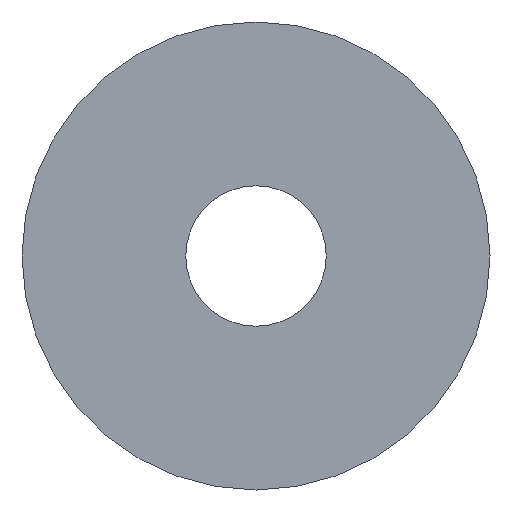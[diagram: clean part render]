
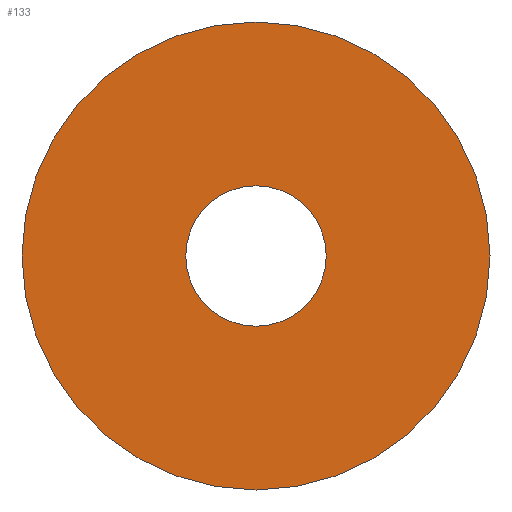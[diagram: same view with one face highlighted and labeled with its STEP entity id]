
A CAD part, front view. The second image highlights one B-rep face of the part: STEP entity #133.
In plain terms, the highlighted planar face has unit normal (0, -1, 0).
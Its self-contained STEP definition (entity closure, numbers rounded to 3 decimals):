
#67 = VERTEX_POINT ( 'NONE', #208 ) ;
#68 = VERTEX_POINT ( 'NONE', #207 ) ;
#69 = EDGE_CURVE ( 'NONE', #68, #67, #206, .T. ) ;
#71 = EDGE_CURVE ( 'NONE', #72, #85, #201, .T. ) ;
#72 = VERTEX_POINT ( 'NONE', #196 ) ;
#85 = VERTEX_POINT ( 'NONE', #220 ) ;
#133 = ADVANCED_FACE ( 'NONE', ( #369, #317 ), #316, .F. ) ;
#134 = EDGE_LOOP ( 'NONE', ( #135, #136 ) ) ;
#135 = ORIENTED_EDGE ( 'NONE', *, *, #71, .F. ) ;
#136 = ORIENTED_EDGE ( 'NONE', *, *, #137, .F. ) ;
#137 = EDGE_CURVE ( 'NONE', #85, #72, #364, .T. ) ;
#138 = EDGE_LOOP ( 'NONE', ( #143, #144 ) ) ;
#142 = EDGE_CURVE ( 'NONE', #67, #68, #360, .T. ) ;
#143 = ORIENTED_EDGE ( 'NONE', *, *, #142, .T. ) ;
#144 = ORIENTED_EDGE ( 'NONE', *, *, #69, .T. ) ;
#196 = CARTESIAN_POINT ( 'NONE',  ( 0., -5., 5. ) ) ;
#197 = DIRECTION ( 'NONE',  ( 0., 0., 1. ) ) ;
#198 = DIRECTION ( 'NONE',  ( 0., 1., 0. ) ) ;
#199 = CARTESIAN_POINT ( 'NONE',  ( 0., -5., 0. ) ) ;
#200 = AXIS2_PLACEMENT_3D ( 'NONE', #199, #198, #197 ) ;
#201 = CIRCLE ( 'NONE', #200, 5. ) ;
#202 = DIRECTION ( 'NONE',  ( 0., 0., 1. ) ) ;
#203 = DIRECTION ( 'NONE',  ( 0., 1., 0. ) ) ;
#204 = CARTESIAN_POINT ( 'NONE',  ( 0., -5., 0. ) ) ;
#205 = AXIS2_PLACEMENT_3D ( 'NONE', #204, #203, #202 ) ;
#206 = CIRCLE ( 'NONE', #205, 1.5 ) ;
#207 = CARTESIAN_POINT ( 'NONE',  ( 0., -5., -1.5 ) ) ;
#208 = CARTESIAN_POINT ( 'NONE',  ( 0., -5., 1.5 ) ) ;
#220 = CARTESIAN_POINT ( 'NONE',  ( 0., -5., -5. ) ) ;
#311 = CARTESIAN_POINT ( 'NONE',  ( 0., -5., 0. ) ) ;
#312 = DIRECTION ( 'NONE',  ( 0., 0., 1. ) ) ;
#313 = DIRECTION ( 'NONE',  ( 0., 1., 0. ) ) ;
#314 = CARTESIAN_POINT ( 'NONE',  ( 1.5, -5., 0. ) ) ;
#315 = AXIS2_PLACEMENT_3D ( 'NONE', #314, #313, #312 ) ;
#316 = PLANE ( 'NONE',  #315 ) ;
#317 = FACE_BOUND ( 'NONE', #138, .T. ) ;
#356 = DIRECTION ( 'NONE',  ( 0., 0., 1. ) ) ;
#357 = DIRECTION ( 'NONE',  ( 0., 1., 0. ) ) ;
#358 = CARTESIAN_POINT ( 'NONE',  ( 0., -5., 0. ) ) ;
#359 = AXIS2_PLACEMENT_3D ( 'NONE', #358, #357, #356 ) ;
#360 = CIRCLE ( 'NONE', #359, 1.5 ) ;
#361 = DIRECTION ( 'NONE',  ( 0., 0., 1. ) ) ;
#362 = DIRECTION ( 'NONE',  ( 0., 1., 0. ) ) ;
#363 = AXIS2_PLACEMENT_3D ( 'NONE', #311, #362, #361 ) ;
#364 = CIRCLE ( 'NONE', #363, 5. ) ;
#369 = FACE_OUTER_BOUND ( 'NONE', #134, .T. ) ;
